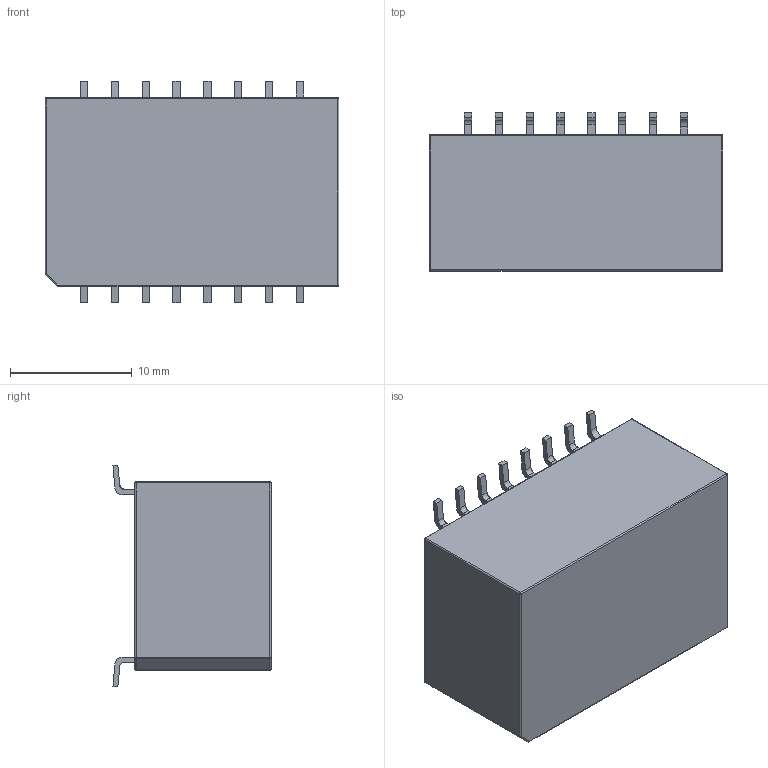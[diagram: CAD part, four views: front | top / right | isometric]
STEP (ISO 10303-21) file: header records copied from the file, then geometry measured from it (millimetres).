
FILE_DESCRIPTION((''),'2;1');
FILE_NAME('S16F01-2KTG','2017-11-16T',('pc031'),(''),'PRO/ENGINEER BY PARAMETRIC TECHNOLOGY CORPORATION, 2012130','PRO/ENGINEER BY PARAMETRIC TECHNOLOGY CORPORATION, 2012130','');
FILE_SCHEMA(('CONFIG_CONTROL_DESIGN'));
Length unit declared in the file: millimetre
Products named in the file (1): S16F01-2KTG
Bounding box: 24.15 x 13 x 18.21 mm (x, y, z)
Volume: 1662.2 mm3; surface area: 2387.9 mm2
Topology: 1 solids, 1 shells, 201 faces, 496 edges, 314 vertices
Faces by surface type: plane 124, cylinder 59, sphere 14, bspline 2, torus 2
Entity records: 6228 total; most frequent: CARTESIAN_POINT 1292, DIRECTION 1046, ORIENTED_EDGE 992, EDGE_CURVE 496, VECTOR 374, LINE 374, AXIS2_PLACEMENT_3D 336, VERTEX_POINT 314
